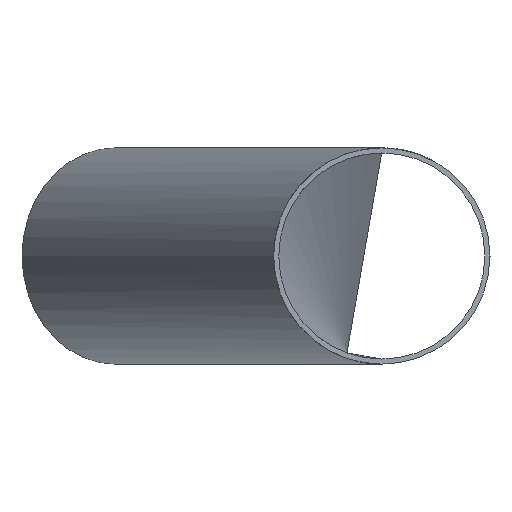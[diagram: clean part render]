
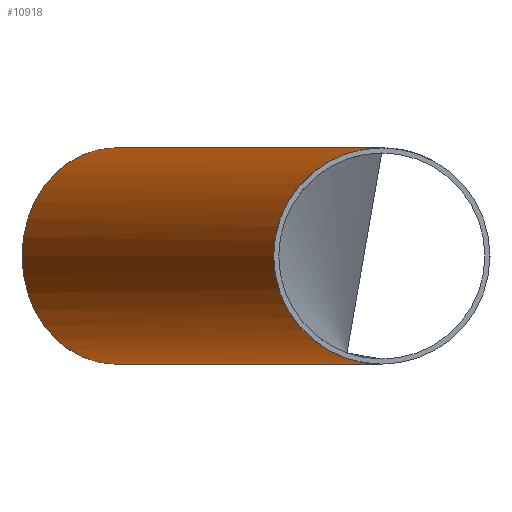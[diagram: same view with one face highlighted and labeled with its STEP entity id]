
A CAD part, left-side view. The second image highlights one B-rep face of the part: STEP entity #10918.
In plain terms, the highlighted cylindrical face has radius 84.15 mm (diameter 168.3 mm), a full revolution.
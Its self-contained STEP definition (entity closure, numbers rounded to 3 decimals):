
#1783 = CYLINDRICAL_SURFACE ( 'NONE', #12545, 84.15 ) ;
#1866 = CARTESIAN_POINT ( 'NONE',  ( -145.552, 0., 84.15 ) ) ;
#2206 = ORIENTED_EDGE ( 'NONE', *, *, #23243, .F. ) ;
#2308 = VERTEX_POINT ( 'NONE', #3049 ) ;
#3049 = CARTESIAN_POINT ( 'NONE',  ( -145.552, 0., -84.15 ) ) ;
#3116 = FACE_OUTER_BOUND ( 'NONE', #8510, .T. ) ;
#4177 = CARTESIAN_POINT ( 'NONE',  ( 482.552, 168.3, -84.15 ) ) ;
#4178 = EDGE_CURVE ( 'NONE', #12745, #2308, #9754, .T. ) ;
#5362 = DIRECTION ( 'NONE',  ( 0.866, 0.5, 0. ) ) ;
#5445 = DIRECTION ( 'NONE',  ( -0.5, 0.866, 0. ) ) ;
#6086 = ORIENTED_EDGE ( 'NONE', *, *, #4178, .F. ) ;
#7302 = CARTESIAN_POINT ( 'NONE',  ( 213.028, 207.026, 0. ) ) ;
#7485 = DIRECTION ( 'NONE',  ( -0.5, 0.866, 0. ) ) ;
#7654 = DIRECTION ( 'NONE',  ( 0.866, 0.5, 0. ) ) ;
#8466 = CARTESIAN_POINT ( 'NONE',  ( -145.552, 0., -84.15 ) ) ;
#8510 = EDGE_LOOP ( 'NONE', ( #11261, #6086 ) ) ;
#8681 = CARTESIAN_POINT ( 'NONE',  ( 170.953, 279.902, 0. ) ) ;
#9754 =( BOUNDED_CURVE ( )  B_SPLINE_CURVE ( 3, ( #24633, #18993, #14671, #8466 ),
 .UNSPECIFIED., .F., .F. ) 
 B_SPLINE_CURVE_WITH_KNOTS ( ( 4, 4 ),
 ( 4.712, 7.854 ),
 .UNSPECIFIED. ) 
 CURVE ( )  GEOMETRIC_REPRESENTATION_ITEM ( )  RATIONAL_B_SPLINE_CURVE ( ( 1., 0.333, 0.333, 1. ) ) 
 REPRESENTATION_ITEM ( '' )  );
#10918 = ADVANCED_FACE ( 'NONE', ( #3116, #12304 ), #1783, .T. ) ;
#11261 = ORIENTED_EDGE ( 'NONE', *, *, #17546, .F. ) ;
#12249 = CARTESIAN_POINT ( 'NONE',  ( 482.552, 168.3, 84.15 ) ) ;
#12304 = FACE_OUTER_BOUND ( 'NONE', #24667, .T. ) ;
#12545 = AXIS2_PLACEMENT_3D ( 'NONE', #26317, #7654, #5445 ) ;
#12745 = VERTEX_POINT ( 'NONE', #13146 ) ;
#13146 = CARTESIAN_POINT ( 'NONE',  ( -145.552, 0., 84.15 ) ) ;
#14671 = CARTESIAN_POINT ( 'NONE',  ( -190.648, 168.3, -84.15 ) ) ;
#17546 = EDGE_CURVE ( 'NONE', #2308, #12745, #25866, .T. ) ;
#17664 = CIRCLE ( 'NONE', #25003, 84.15 ) ;
#18993 = CARTESIAN_POINT ( 'NONE',  ( -190.648, 168.3, 84.15 ) ) ;
#20561 = CARTESIAN_POINT ( 'NONE',  ( -145.552, 0., -84.15 ) ) ;
#20989 = VERTEX_POINT ( 'NONE', #8681 ) ;
#23243 = EDGE_CURVE ( 'NONE', #20989, #20989, #17664, .T. ) ;
#24633 = CARTESIAN_POINT ( 'NONE',  ( -145.552, 0., 84.15 ) ) ;
#24667 = EDGE_LOOP ( 'NONE', ( #2206 ) ) ;
#25003 = AXIS2_PLACEMENT_3D ( 'NONE', #7302, #5362, #7485 ) ;
#25866 =( BOUNDED_CURVE ( )  B_SPLINE_CURVE ( 3, ( #20561, #4177, #12249, #1866 ),
 .UNSPECIFIED., .F., .T. ) 
 B_SPLINE_CURVE_WITH_KNOTS ( ( 4, 4 ),
 ( 1.571, 4.712 ),
 .UNSPECIFIED. ) 
 CURVE ( )  GEOMETRIC_REPRESENTATION_ITEM ( )  RATIONAL_B_SPLINE_CURVE ( ( 1., 0.333, 0.333, 1. ) ) 
 REPRESENTATION_ITEM ( '' )  );
#26317 = CARTESIAN_POINT ( 'NONE',  ( 213.028, 207.026, 0. ) ) ;
